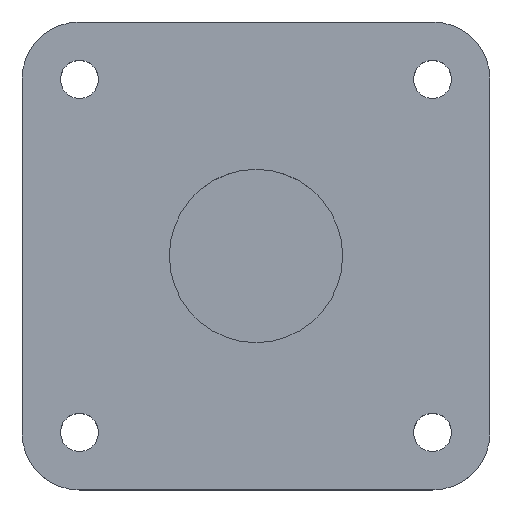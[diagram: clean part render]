
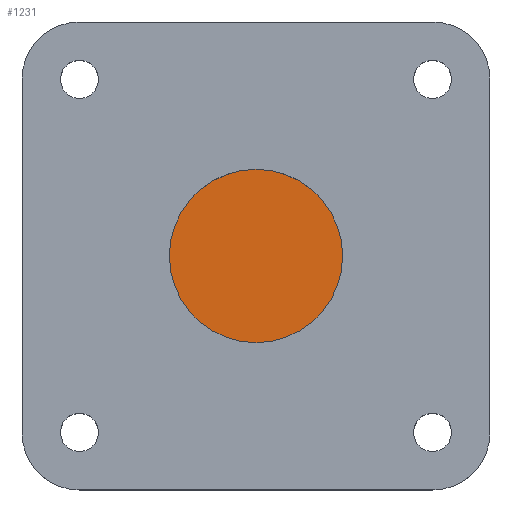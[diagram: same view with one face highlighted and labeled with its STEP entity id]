
A CAD part, top view. The second image highlights one B-rep face of the part: STEP entity #1231.
In plain terms, the highlighted planar face has unit normal (0, 0, 1).
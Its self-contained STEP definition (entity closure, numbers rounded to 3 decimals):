
#103 = EDGE_LOOP ( 'NONE', ( #469, #490 ) ) ;
#469 = ORIENTED_EDGE ( 'NONE', *, *, #1410, .T. ) ;
#486 = CARTESIAN_POINT ( 'NONE',  ( 85., 135., 10. ) ) ;
#490 = ORIENTED_EDGE ( 'NONE', *, *, #1344, .T. ) ;
#559 = CIRCLE ( 'NONE', #1669, 50. ) ;
#760 = CIRCLE ( 'NONE', #1688, 50. ) ;
#818 = FACE_OUTER_BOUND ( 'NONE', #103, .T. ) ;
#1007 = CARTESIAN_POINT ( 'NONE',  ( 185., 135., 10. ) ) ;
#1231 = ADVANCED_FACE ( 'NONE', ( #818 ), #2645, .T. ) ;
#1344 = EDGE_CURVE ( 'NONE', #3002, #2208, #559, .T. ) ;
#1410 = EDGE_CURVE ( 'NONE', #2208, #3002, #760, .T. ) ;
#1584 = AXIS2_PLACEMENT_3D ( 'NONE', #2643, #2647, #2648 ) ;
#1669 = AXIS2_PLACEMENT_3D ( 'NONE', #2327, #2495, #2745 ) ;
#1688 = AXIS2_PLACEMENT_3D ( 'NONE', #2464, #2316, #2920 ) ;
#2208 = VERTEX_POINT ( 'NONE', #1007 ) ;
#2316 = DIRECTION ( 'NONE',  ( 0., 0., 1. ) ) ;
#2327 = CARTESIAN_POINT ( 'NONE',  ( 135., 135., 10. ) ) ;
#2464 = CARTESIAN_POINT ( 'NONE',  ( 135., 135., 10. ) ) ;
#2495 = DIRECTION ( 'NONE',  ( 0., 0., 1. ) ) ;
#2643 = CARTESIAN_POINT ( 'NONE',  ( 135., 135., 10. ) ) ;
#2645 = PLANE ( 'NONE',  #1584 ) ;
#2647 = DIRECTION ( 'NONE',  ( 0., 0., 1. ) ) ;
#2648 = DIRECTION ( 'NONE',  ( 1., 0., 0. ) ) ;
#2745 = DIRECTION ( 'NONE',  ( 1., 0., 0. ) ) ;
#2920 = DIRECTION ( 'NONE',  ( 1., 0., 0. ) ) ;
#3002 = VERTEX_POINT ( 'NONE', #486 ) ;
